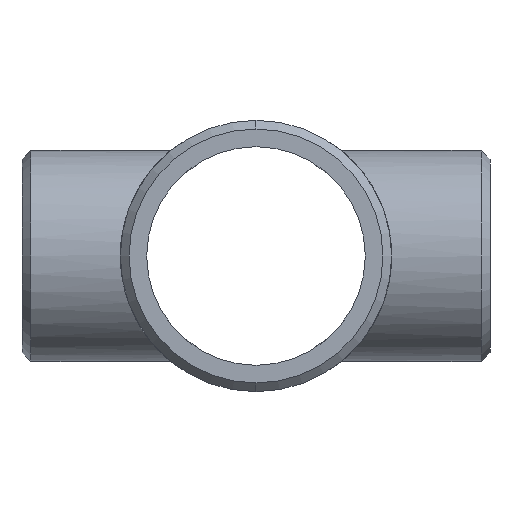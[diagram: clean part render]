
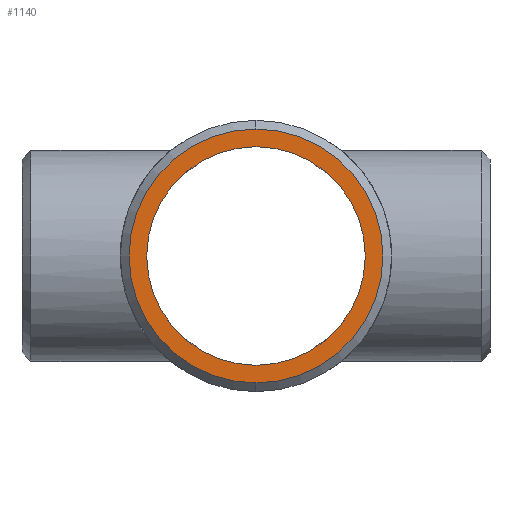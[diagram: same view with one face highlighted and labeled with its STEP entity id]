
A CAD part, left-side view. The second image highlights one B-rep face of the part: STEP entity #1140.
In plain terms, the highlighted planar face has unit normal (-1, 0, 0).
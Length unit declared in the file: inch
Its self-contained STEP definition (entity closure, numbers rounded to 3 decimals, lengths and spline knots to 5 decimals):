
#10 = EDGE_CURVE ( 'NONE', #39, #983, #1106, .T. ) ;
#39 = VERTEX_POINT ( 'NONE', #666 ) ;
#89 = EDGE_CURVE ( 'NONE', #856, #414, #1047, .T. ) ;
#90 = DIRECTION ( 'NONE',  ( -1., 0., 0. ) ) ;
#210 = CARTESIAN_POINT ( 'NONE',  ( -4.12, 0., 1.812 ) ) ;
#270 = DIRECTION ( 'NONE',  ( 1., 0., 0. ) ) ;
#316 = ORIENTED_EDGE ( 'NONE', *, *, #771, .T. ) ;
#366 = CARTESIAN_POINT ( 'NONE',  ( -4.12, 0., 0. ) ) ;
#378 = FACE_BOUND ( 'NONE', #588, .T. ) ;
#395 = DIRECTION ( 'NONE',  ( -1., 0., 0. ) ) ;
#414 = VERTEX_POINT ( 'NONE', #210 ) ;
#434 = AXIS2_PLACEMENT_3D ( 'NONE', #366, #1034, #1116 ) ;
#478 = AXIS2_PLACEMENT_3D ( 'NONE', #677, #270, #497 ) ;
#496 = CARTESIAN_POINT ( 'NONE',  ( -4.12, 0., 0. ) ) ;
#497 = DIRECTION ( 'NONE',  ( 0., 0., 1. ) ) ;
#588 = EDGE_LOOP ( 'NONE', ( #1150, #969 ) ) ;
#622 = CARTESIAN_POINT ( 'NONE',  ( -4.12, 0., -1.812 ) ) ;
#628 = CIRCLE ( 'NONE', #1155, 1.812 ) ;
#666 = CARTESIAN_POINT ( 'NONE',  ( -4.12, 0., -2.104 ) ) ;
#674 = CARTESIAN_POINT ( 'NONE',  ( -4.12, 0., 0. ) ) ;
#677 = CARTESIAN_POINT ( 'NONE',  ( -4.12, 0., 0. ) ) ;
#771 = EDGE_CURVE ( 'NONE', #983, #39, #974, .T. ) ;
#798 = DIRECTION ( 'NONE',  ( 0., 0., 1. ) ) ;
#838 = DIRECTION ( 'NONE',  ( 1., 0., 0. ) ) ;
#856 = VERTEX_POINT ( 'NONE', #622 ) ;
#864 = AXIS2_PLACEMENT_3D ( 'NONE', #496, #90, #1275 ) ;
#907 = EDGE_CURVE ( 'NONE', #414, #856, #628, .T. ) ;
#938 = CARTESIAN_POINT ( 'NONE',  ( -4.12, 0., 0. ) ) ;
#969 = ORIENTED_EDGE ( 'NONE', *, *, #89, .T. ) ;
#974 = CIRCLE ( 'NONE', #1301, 2.104 ) ;
#983 = VERTEX_POINT ( 'NONE', #1284 ) ;
#987 = FACE_OUTER_BOUND ( 'NONE', #1177, .T. ) ;
#1034 = DIRECTION ( 'NONE',  ( -1., 0., 0. ) ) ;
#1044 = DIRECTION ( 'NONE',  ( 0., 0., 1. ) ) ;
#1047 = CIRCLE ( 'NONE', #478, 1.812 ) ;
#1106 = CIRCLE ( 'NONE', #434, 2.104 ) ;
#1116 = DIRECTION ( 'NONE',  ( 0., 0., 1. ) ) ;
#1140 = ADVANCED_FACE ( 'NONE', ( #987, #378 ), #1195, .T. ) ;
#1150 = ORIENTED_EDGE ( 'NONE', *, *, #907, .T. ) ;
#1155 = AXIS2_PLACEMENT_3D ( 'NONE', #938, #838, #1044 ) ;
#1177 = EDGE_LOOP ( 'NONE', ( #1218, #316 ) ) ;
#1195 = PLANE ( 'NONE',  #864 ) ;
#1218 = ORIENTED_EDGE ( 'NONE', *, *, #10, .T. ) ;
#1275 = DIRECTION ( 'NONE',  ( 0., 0., -1. ) ) ;
#1284 = CARTESIAN_POINT ( 'NONE',  ( -4.12, 0., 2.104 ) ) ;
#1301 = AXIS2_PLACEMENT_3D ( 'NONE', #674, #395, #798 ) ;
